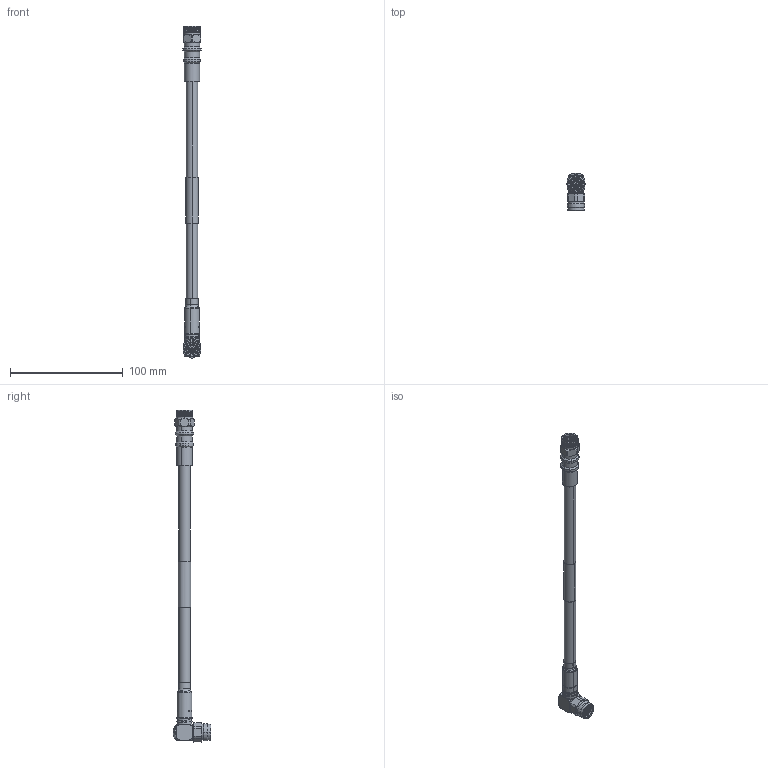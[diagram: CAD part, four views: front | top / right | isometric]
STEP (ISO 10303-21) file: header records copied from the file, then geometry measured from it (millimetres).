
FILE_DESCRIPTION (( 'STEP AP214' ), '1' );
FILE_NAME ('FMCA3251_3D.step', '2023-05-10T07:49:24', ( '' ), ( '' ), 'SwSTEP 2.0', 'SolidWorks 2022', '' );
FILE_SCHEMA (( 'AUTOMOTIVE_DESIGN' ));
Length unit declared in the file: inch
Products named in the file (11): LMR-400-UF-FM_WITH LABEL; FMCA3251_3D; EZ-400-TM-X_body; TC-400-TM-RA-D_body; TC-400-TM-RA-D_cap; EZ-400-TM-X; EZ-400-TM-X_ferrule; TC-400-TM-RA-D; TC-400-TM-RA-D_ferrule; HeatShrink_EZ-400-TM-X; HeatShrink_TC-400-TM-RA-D
Assembly tree (10 placements, depth 3):
  FMCA3251_3D
    TC-400-TM-RA-D
      TC-400-TM-RA-D_body
      TC-400-TM-RA-D_cap
      TC-400-TM-RA-D_ferrule
    HeatShrink_TC-400-TM-RA-D
    LMR-400-UF-FM_WITH LABEL
    EZ-400-TM-X
      EZ-400-TM-X_body
      EZ-400-TM-X_ferrule
    HeatShrink_EZ-400-TM-X
Bounding box: 16.37 x 33.25 x 294.32 mm (x, y, z)
Volume: 41064.9 mm3; surface area: 21722.3 mm2
Topology: 10 solids, 10 shells, 1289 faces, 2626 edges, 1389 vertices
Faces by surface type: bspline 640, cylinder 304, cone 249, plane 70, torus 24, sphere 2
Entity records: 41602 total; most frequent: CARTESIAN_POINT 21172, ORIENTED_EDGE 5252, DIRECTION 2809, EDGE_CURVE 2626, VERTEX_POINT 1389, EDGE_LOOP 1325, ADVANCED_FACE 1289, FACE_OUTER_BOUND 1289
